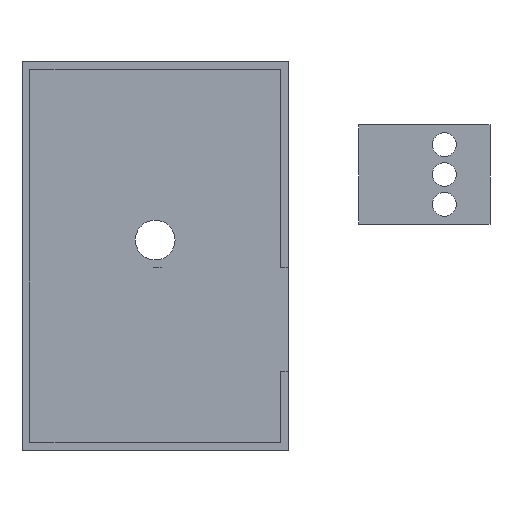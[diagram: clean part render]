
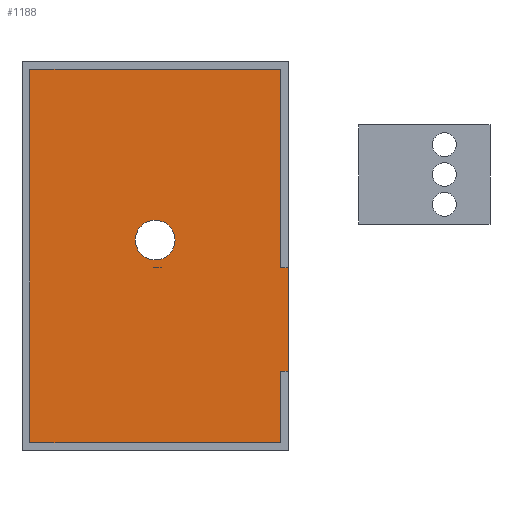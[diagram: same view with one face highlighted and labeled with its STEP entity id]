
A CAD part, front view. The second image highlights one B-rep face of the part: STEP entity #1188.
In plain terms, the highlighted planar face has unit normal (0, -1, 0).
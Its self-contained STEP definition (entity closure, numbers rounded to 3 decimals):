
#31=FACE_BOUND('',#161,.T.);
#32=FACE_BOUND('',#162,.T.);
#40=CIRCLE('',#1269,5.);
#88=FACE_OUTER_BOUND('',#160,.T.);
#160=EDGE_LOOP('',(#1000,#1001,#1002,#1003,#1004,#1005,#1006,#1007,#1008,
#1009));
#161=EDGE_LOOP('',(#1010,#1011,#1012,#1013));
#162=EDGE_LOOP('',(#1014));
#272=LINE('',#1795,#427);
#276=LINE('',#1803,#431);
#279=LINE('',#1809,#434);
#282=LINE('',#1814,#437);
#286=LINE('',#1827,#441);
#289=LINE('',#1833,#444);
#298=LINE('',#1852,#453);
#299=LINE('',#1853,#454);
#300=LINE('',#1855,#455);
#301=LINE('',#1857,#456);
#302=LINE('',#1859,#457);
#303=LINE('',#1861,#458);
#304=LINE('',#1863,#459);
#305=LINE('',#1864,#460);
#427=VECTOR('',#1477,10.);
#431=VECTOR('',#1483,10.);
#434=VECTOR('',#1488,10.);
#437=VECTOR('',#1493,10.);
#441=VECTOR('',#1505,10.);
#444=VECTOR('',#1510,10.);
#453=VECTOR('',#1523,10.);
#454=VECTOR('',#1524,10.);
#455=VECTOR('',#1525,10.);
#456=VECTOR('',#1526,10.);
#457=VECTOR('',#1527,10.);
#458=VECTOR('',#1528,10.);
#459=VECTOR('',#1529,10.);
#460=VECTOR('',#1530,10.);
#553=VERTEX_POINT('',#1793);
#554=VERTEX_POINT('',#1794);
#557=VERTEX_POINT('',#1802);
#559=VERTEX_POINT('',#1808);
#562=VERTEX_POINT('',#1819);
#563=VERTEX_POINT('',#1823);
#565=VERTEX_POINT('',#1826);
#567=VERTEX_POINT('',#1832);
#574=VERTEX_POINT('',#1850);
#575=VERTEX_POINT('',#1851);
#576=VERTEX_POINT('',#1854);
#577=VERTEX_POINT('',#1856);
#578=VERTEX_POINT('',#1858);
#579=VERTEX_POINT('',#1860);
#580=VERTEX_POINT('',#1862);
#695=EDGE_CURVE('',#553,#554,#272,.T.);
#699=EDGE_CURVE('',#557,#553,#276,.T.);
#702=EDGE_CURVE('',#559,#557,#279,.T.);
#705=EDGE_CURVE('',#554,#559,#282,.T.);
#709=EDGE_CURVE('',#562,#562,#40,.T.);
#711=EDGE_CURVE('',#563,#565,#286,.T.);
#714=EDGE_CURVE('',#565,#567,#289,.T.);
#723=EDGE_CURVE('',#574,#575,#298,.T.);
#724=EDGE_CURVE('',#567,#575,#299,.T.);
#725=EDGE_CURVE('',#576,#563,#300,.T.);
#726=EDGE_CURVE('',#577,#576,#301,.T.);
#727=EDGE_CURVE('',#578,#577,#302,.T.);
#728=EDGE_CURVE('',#579,#578,#303,.T.);
#729=EDGE_CURVE('',#580,#579,#304,.T.);
#730=EDGE_CURVE('',#574,#580,#305,.T.);
#1000=ORIENTED_EDGE('',*,*,#723,.T.);
#1001=ORIENTED_EDGE('',*,*,#724,.F.);
#1002=ORIENTED_EDGE('',*,*,#714,.F.);
#1003=ORIENTED_EDGE('',*,*,#711,.F.);
#1004=ORIENTED_EDGE('',*,*,#725,.F.);
#1005=ORIENTED_EDGE('',*,*,#726,.F.);
#1006=ORIENTED_EDGE('',*,*,#727,.F.);
#1007=ORIENTED_EDGE('',*,*,#728,.F.);
#1008=ORIENTED_EDGE('',*,*,#729,.F.);
#1009=ORIENTED_EDGE('',*,*,#730,.F.);
#1010=ORIENTED_EDGE('',*,*,#705,.F.);
#1011=ORIENTED_EDGE('',*,*,#695,.F.);
#1012=ORIENTED_EDGE('',*,*,#699,.F.);
#1013=ORIENTED_EDGE('',*,*,#702,.F.);
#1014=ORIENTED_EDGE('',*,*,#709,.F.);
#1126=PLANE('',#1273);
#1188=ADVANCED_FACE('',(#88,#31,#32),#1126,.F.);
#1269=AXIS2_PLACEMENT_3D('',#1821,#1500,#1501);
#1273=AXIS2_PLACEMENT_3D('',#1849,#1521,#1522);
#1477=DIRECTION('',(0.,0.,-1.));
#1483=DIRECTION('',(-1.,0.,0.));
#1488=DIRECTION('',(0.,0.,1.));
#1493=DIRECTION('',(1.,0.,0.));
#1500=DIRECTION('center_axis',(0.,-1.,0.));
#1501=DIRECTION('ref_axis',(1.,0.,0.));
#1505=DIRECTION('',(0.,0.,-1.));
#1510=DIRECTION('',(1.,0.,0.));
#1521=DIRECTION('center_axis',(0.,1.,0.));
#1522=DIRECTION('ref_axis',(1.,0.,0.));
#1523=DIRECTION('',(1.,0.,0.));
#1524=DIRECTION('',(0.,0.,-1.));
#1525=DIRECTION('',(0.,0.,-1.));
#1526=DIRECTION('',(1.,0.,0.));
#1527=DIRECTION('',(0.,0.,1.));
#1528=DIRECTION('',(0.,0.,1.));
#1529=DIRECTION('',(-1.,0.,0.));
#1530=DIRECTION('',(0.,0.,-1.));
#1793=CARTESIAN_POINT('',(31.,0.,26.));
#1794=CARTESIAN_POINT('',(31.,0.,26.));
#1795=CARTESIAN_POINT('',(31.,0.,0.));
#1802=CARTESIAN_POINT('',(33.,0.,26.));
#1803=CARTESIAN_POINT('',(0.,0.,26.));
#1808=CARTESIAN_POINT('',(33.,0.,26.));
#1809=CARTESIAN_POINT('',(33.,0.,0.));
#1814=CARTESIAN_POINT('',(-2.,0.,26.));
#1819=CARTESIAN_POINT('',(26.5,0.,33.));
#1821=CARTESIAN_POINT('Origin',(31.5,0.,33.));
#1823=CARTESIAN_POINT('',(63.,0.,26.));
#1826=CARTESIAN_POINT('',(63.,0.,26.));
#1827=CARTESIAN_POINT('',(63.,0.,26.));
#1832=CARTESIAN_POINT('',(65.,0.,26.));
#1833=CARTESIAN_POINT('',(-2.,0.,26.));
#1849=CARTESIAN_POINT('Origin',(31.5,0.,29.));
#1850=CARTESIAN_POINT('',(63.,0.,0.));
#1851=CARTESIAN_POINT('',(65.,0.,0.));
#1852=CARTESIAN_POINT('',(47.25,0.,0.));
#1853=CARTESIAN_POINT('',(65.,0.,26.));
#1854=CARTESIAN_POINT('',(63.,0.,76.));
#1855=CARTESIAN_POINT('',(63.,0.,52.5));
#1856=CARTESIAN_POINT('',(0.,0.,76.));
#1857=CARTESIAN_POINT('',(15.75,0.,76.));
#1858=CARTESIAN_POINT('',(0.,0.,26.));
#1859=CARTESIAN_POINT('',(0.,0.,27.5));
#1860=CARTESIAN_POINT('',(0.,0.,-18.));
#1861=CARTESIAN_POINT('',(0.,0.,5.5));
#1862=CARTESIAN_POINT('',(63.,0.,-18.));
#1863=CARTESIAN_POINT('',(47.25,0.,-18.));
#1864=CARTESIAN_POINT('',(63.,0.,27.5));
